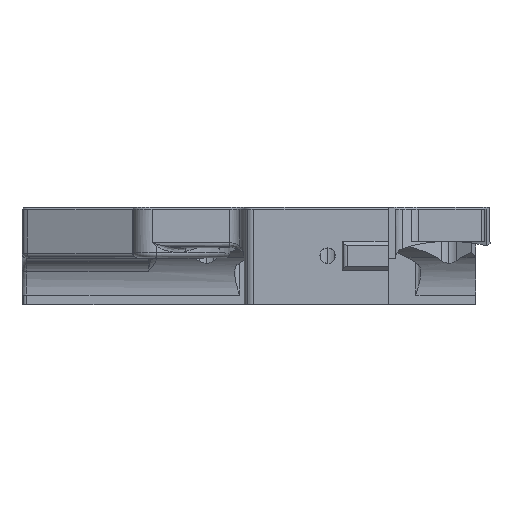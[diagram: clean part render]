
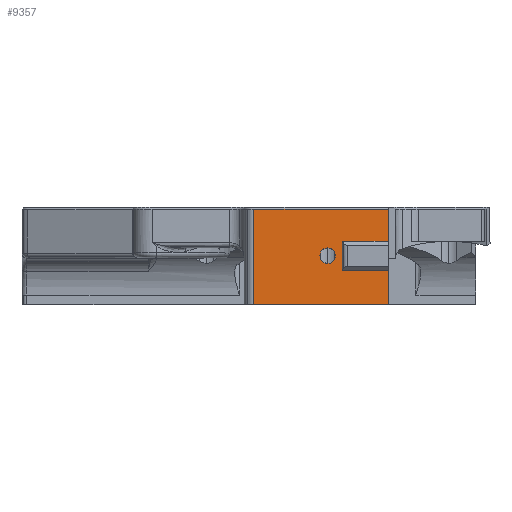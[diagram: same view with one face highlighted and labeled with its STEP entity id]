
A CAD part, top view. The second image highlights one B-rep face of the part: STEP entity #9357.
In plain terms, the highlighted planar face has unit normal (0, 0, 1).
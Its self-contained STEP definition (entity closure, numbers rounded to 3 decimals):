
#8 = EDGE_CURVE ( 'NONE', #9770, #3192, #7224, .T. ) ;
#310 = CARTESIAN_POINT ( 'NONE',  ( 28.4, -28., -58.096 ) ) ;
#487 = VERTEX_POINT ( 'NONE', #7586 ) ;
#600 = CARTESIAN_POINT ( 'NONE',  ( 42.5, -38., -58.096 ) ) ;
#723 = VERTEX_POINT ( 'NONE', #310 ) ;
#955 = LINE ( 'NONE', #7780, #3614 ) ;
#1474 = CARTESIAN_POINT ( 'NONE',  ( 14.8, -28., -58.096 ) ) ;
#1576 = CARTESIAN_POINT ( 'NONE',  ( 30., -28., -58.096 ) ) ;
#1599 = EDGE_CURVE ( 'NONE', #6642, #723, #9553, .T. ) ;
#1655 = CARTESIAN_POINT ( 'NONE',  ( 42.5, -38., -58.096 ) ) ;
#1846 = DIRECTION ( 'NONE',  ( -1., 0., 0. ) ) ;
#1887 = ORIENTED_EDGE ( 'NONE', *, *, #6608, .F. ) ;
#2056 = EDGE_CURVE ( 'NONE', #8544, #3192, #6685, .T. ) ;
#2103 = ORIENTED_EDGE ( 'NONE', *, *, #3233, .T. ) ;
#2239 = CARTESIAN_POINT ( 'NONE',  ( 42.5, -18.4, -58.096 ) ) ;
#2321 = LINE ( 'NONE', #9321, #8859 ) ;
#2394 = EDGE_CURVE ( 'NONE', #5904, #8544, #955, .T. ) ;
#3182 = DIRECTION ( 'NONE',  ( -1., 0., 0. ) ) ;
#3192 = VERTEX_POINT ( 'NONE', #4955 ) ;
#3233 = EDGE_CURVE ( 'NONE', #7689, #9770, #2321, .T. ) ;
#3306 = PLANE ( 'NONE',  #6346 ) ;
#3614 = VECTOR ( 'NONE', #4366, 1000. ) ;
#3666 = ORIENTED_EDGE ( 'NONE', *, *, #8, .T. ) ;
#3705 = DIRECTION ( 'NONE',  ( -1., 0., 0. ) ) ;
#3715 = ORIENTED_EDGE ( 'NONE', *, *, #4550, .F. ) ;
#3772 = ORIENTED_EDGE ( 'NONE', *, *, #2394, .F. ) ;
#3834 = ORIENTED_EDGE ( 'NONE', *, *, #2056, .F. ) ;
#3839 = VERTEX_POINT ( 'NONE', #4210 ) ;
#4036 = FACE_BOUND ( 'NONE', #8151, .T. ) ;
#4210 = CARTESIAN_POINT ( 'NONE',  ( 42.5, -31., -58.096 ) ) ;
#4366 = DIRECTION ( 'NONE',  ( 1., 0., 0. ) ) ;
#4427 = ORIENTED_EDGE ( 'NONE', *, *, #1599, .T. ) ;
#4550 = EDGE_CURVE ( 'NONE', #8935, #487, #9911, .T. ) ;
#4606 = CARTESIAN_POINT ( 'NONE',  ( 33.9, -25., -58.096 ) ) ;
#4664 = CARTESIAN_POINT ( 'NONE',  ( 33., -31., -58.096 ) ) ;
#4759 = DIRECTION ( 'NONE',  ( 0., 0., -1. ) ) ;
#4955 = CARTESIAN_POINT ( 'NONE',  ( 42.5, -25., -58.096 ) ) ;
#4958 = DIRECTION ( 'NONE',  ( 0., -1., 0. ) ) ;
#5060 = CARTESIAN_POINT ( 'NONE',  ( 42.5, -38., -58.096 ) ) ;
#5537 = EDGE_LOOP ( 'NONE', ( #3834, #3772, #1887, #3715, #7999, #7064, #2103, #3666 ) ) ;
#5604 = DIRECTION ( 'NONE',  ( -1., 0., 0. ) ) ;
#5685 = DIRECTION ( 'NONE',  ( 0., 1., 0. ) ) ;
#5736 = LINE ( 'NONE', #1655, #6473 ) ;
#5781 = VECTOR ( 'NONE', #6813, 1000. ) ;
#5869 = CARTESIAN_POINT ( 'NONE',  ( 33., -25., -58.096 ) ) ;
#5904 = VERTEX_POINT ( 'NONE', #8930 ) ;
#6346 = AXIS2_PLACEMENT_3D ( 'NONE', #10763, #6717, #9927 ) ;
#6370 = CARTESIAN_POINT ( 'NONE',  ( 69.5, -38., -58.096 ) ) ;
#6391 = CARTESIAN_POINT ( 'NONE',  ( 24.4, -31., -58.096 ) ) ;
#6473 = VECTOR ( 'NONE', #6633, 1000. ) ;
#6608 = EDGE_CURVE ( 'NONE', #487, #5904, #7507, .T. ) ;
#6633 = DIRECTION ( 'NONE',  ( 0., -1., 0. ) ) ;
#6642 = VERTEX_POINT ( 'NONE', #8359 ) ;
#6685 = LINE ( 'NONE', #5060, #6820 ) ;
#6710 = AXIS2_PLACEMENT_3D ( 'NONE', #6935, #10363, #1846 ) ;
#6717 = DIRECTION ( 'NONE',  ( 0., 0., 1. ) ) ;
#6813 = DIRECTION ( 'NONE',  ( 1., 0., 0. ) ) ;
#6820 = VECTOR ( 'NONE', #4958, 1000. ) ;
#6935 = CARTESIAN_POINT ( 'NONE',  ( 30., -28., -58.096 ) ) ;
#7064 = ORIENTED_EDGE ( 'NONE', *, *, #9178, .T. ) ;
#7224 = LINE ( 'NONE', #4606, #5781 ) ;
#7383 = EDGE_CURVE ( 'NONE', #3839, #8935, #5736, .T. ) ;
#7507 = LINE ( 'NONE', #1474, #9274 ) ;
#7586 = CARTESIAN_POINT ( 'NONE',  ( 14.8, -38., -58.096 ) ) ;
#7689 = VERTEX_POINT ( 'NONE', #4664 ) ;
#7780 = CARTESIAN_POINT ( 'NONE',  ( 21.4, -18.4, -58.096 ) ) ;
#7959 = VECTOR ( 'NONE', #3705, 1000. ) ;
#7999 = ORIENTED_EDGE ( 'NONE', *, *, #7383, .F. ) ;
#8151 = EDGE_LOOP ( 'NONE', ( #8158, #4427 ) ) ;
#8158 = ORIENTED_EDGE ( 'NONE', *, *, #9477, .T. ) ;
#8359 = CARTESIAN_POINT ( 'NONE',  ( 31.6, -28., -58.096 ) ) ;
#8544 = VERTEX_POINT ( 'NONE', #2239 ) ;
#8859 = VECTOR ( 'NONE', #5685, 1000. ) ;
#8872 = VECTOR ( 'NONE', #3182, 1000. ) ;
#8927 = LINE ( 'NONE', #6391, #7959 ) ;
#8930 = CARTESIAN_POINT ( 'NONE',  ( 14.8, -18.4, -58.096 ) ) ;
#8935 = VERTEX_POINT ( 'NONE', #600 ) ;
#9096 = DIRECTION ( 'NONE',  ( 0., 1., 0. ) ) ;
#9178 = EDGE_CURVE ( 'NONE', #3839, #7689, #8927, .T. ) ;
#9274 = VECTOR ( 'NONE', #9096, 1000. ) ;
#9321 = CARTESIAN_POINT ( 'NONE',  ( 33., -31.5, -58.096 ) ) ;
#9357 = ADVANCED_FACE ( 'NONE', ( #10981, #4036 ), #3306, .T. ) ;
#9477 = EDGE_CURVE ( 'NONE', #723, #6642, #9578, .T. ) ;
#9553 = CIRCLE ( 'NONE', #10814, 1.6 ) ;
#9578 = CIRCLE ( 'NONE', #6710, 1.6 ) ;
#9770 = VERTEX_POINT ( 'NONE', #5869 ) ;
#9911 = LINE ( 'NONE', #6370, #8872 ) ;
#9927 = DIRECTION ( 'NONE',  ( 0., -1., 0. ) ) ;
#10363 = DIRECTION ( 'NONE',  ( 0., 0., -1. ) ) ;
#10763 = CARTESIAN_POINT ( 'NONE',  ( 15.8, -38., -58.096 ) ) ;
#10814 = AXIS2_PLACEMENT_3D ( 'NONE', #1576, #4759, #5604 ) ;
#10981 = FACE_OUTER_BOUND ( 'NONE', #5537, .T. ) ;
